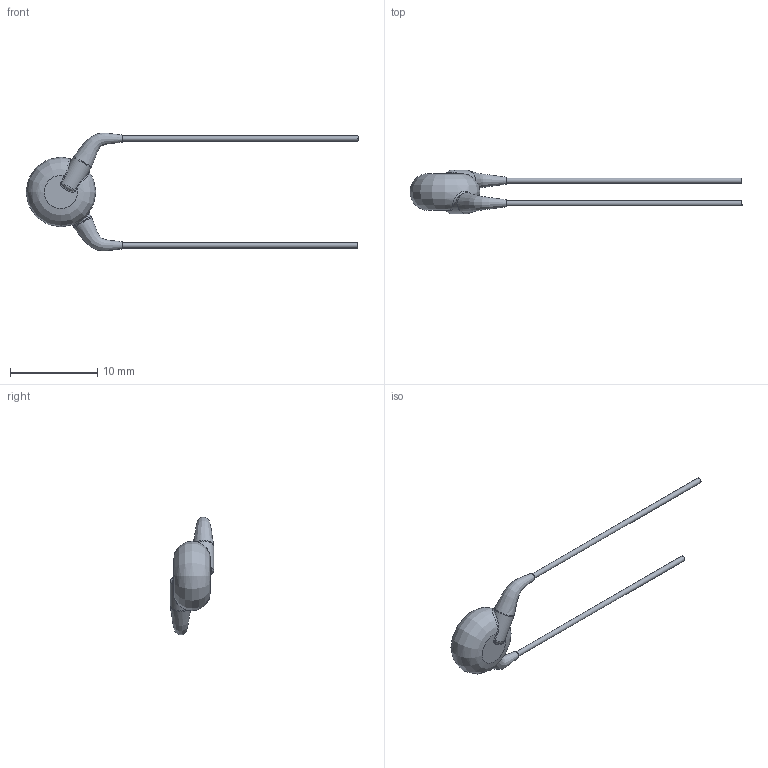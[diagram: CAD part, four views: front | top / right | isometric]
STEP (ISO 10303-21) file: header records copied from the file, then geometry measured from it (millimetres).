
FILE_DESCRIPTION(/* description */ (''),/* implementation_level */ '2;1');
FILE_NAME(/* name */ 'VKP681MCQEF0KR.stp',/* time_stamp */ '2018-03-07T15:31:43+01:00',/* author */ ('sheinrich'),/* organization */ (''),/* preprocessor_version */ 'ST-DEVELOPER v16.1',/* originating_system */ 'Autodesk Inventor 2016',/* authorisation */ '');
FILE_SCHEMA (('AUTOMOTIVE_DESIGN { 1 0 10303 214 3 1 1 }'));
Length unit declared in the file: centimetre
Products named in the file (1): VKP681MCQEF0KR
Bounding box: 38 x 5 x 13.48 mm (x, y, z)
Volume: 219.8 mm3; surface area: 324.1 mm2
Topology: 1 solids, 1 shells, 27 faces, 61 edges, 38 vertices
Faces by surface type: bspline 11, cylinder 8, plane 6, torus 2
Full cylindrical faces by diameter (mm): 0.6 x2
Entity records: 1863 total; most frequent: CARTESIAN_POINT 1267, ORIENTED_EDGE 118, DIRECTION 90, EDGE_CURVE 59, AXIS2_PLACEMENT_3D 41, VERTEX_POINT 38, EDGE_LOOP 31, STYLED_ITEM 28
